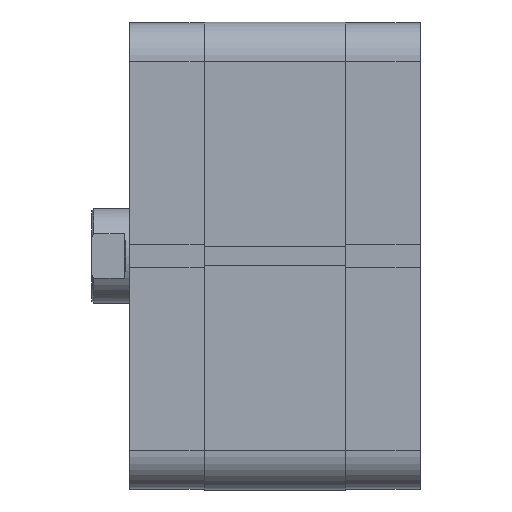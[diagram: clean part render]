
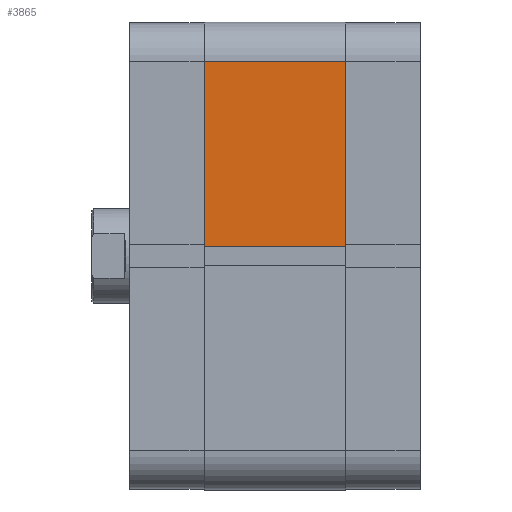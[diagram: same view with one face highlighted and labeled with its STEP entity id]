
A CAD part, front view. The second image highlights one B-rep face of the part: STEP entity #3865.
In plain terms, the highlighted face is planar.
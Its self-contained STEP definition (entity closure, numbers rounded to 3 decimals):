
#476 = EDGE_CURVE ( 'NONE', #1749, #1793, #4044, .T. ) ;
#480 = EDGE_CURVE ( 'NONE', #1793, #1643, #4039, .T. ) ;
#483 = EDGE_CURVE ( 'NONE', #1749, #1820, #4055, .T. ) ;
#484 = EDGE_CURVE ( 'NONE', #1820, #1643, #4059, .T. ) ;
#1014 = ORIENTED_EDGE ( 'NONE', *, *, #480, .T. ) ;
#1015 = ORIENTED_EDGE ( 'NONE', *, *, #476, .T. ) ;
#1016 = ORIENTED_EDGE ( 'NONE', *, *, #483, .F. ) ;
#1017 = ORIENTED_EDGE ( 'NONE', *, *, #484, .F. ) ;
#1643 = VERTEX_POINT ( 'NONE', #3664 ) ;
#1749 = VERTEX_POINT ( 'NONE', #4957 ) ;
#1793 = VERTEX_POINT ( 'NONE', #5001 ) ;
#1820 = VERTEX_POINT ( 'NONE', #5027 ) ;
#2183 = EDGE_LOOP ( 'NONE', ( #1017, #1016, #1015, #1014 ) ) ;
#3188 = CARTESIAN_POINT ( 'NONE',  ( 62., 51.5, -37.5 ) ) ;
#3189 = DIRECTION ( 'NONE',  ( 0., 1., 0. ) ) ;
#3190 = CARTESIAN_POINT ( 'NONE',  ( 62., 51.5, -37.5 ) ) ;
#3194 = CARTESIAN_POINT ( 'NONE',  ( 62., 2.6, -37.5 ) ) ;
#3198 = DIRECTION ( 'NONE',  ( 0., 0., 1. ) ) ;
#3204 = DIRECTION ( 'NONE',  ( 0., 0., 1. ) ) ;
#3205 = CARTESIAN_POINT ( 'NONE',  ( 62., 51.5, 0. ) ) ;
#3206 = DIRECTION ( 'NONE',  ( 0., 1., 0. ) ) ;
#3664 = CARTESIAN_POINT ( 'NONE',  ( 62., 51.5, 0. ) ) ;
#3865 = ADVANCED_FACE ( 'NONE', ( #4677 ), #5719, .T. ) ;
#4039 = LINE ( 'NONE', #3190, #4052 ) ;
#4044 = LINE ( 'NONE', #3188, #4045 ) ;
#4045 = VECTOR ( 'NONE', #3189, 1000. ) ;
#4052 = VECTOR ( 'NONE', #3198, 1000. ) ;
#4055 = LINE ( 'NONE', #3194, #4057 ) ;
#4057 = VECTOR ( 'NONE', #3204, 1000. ) ;
#4059 = LINE ( 'NONE', #3205, #4060 ) ;
#4060 = VECTOR ( 'NONE', #3206, 1000. ) ;
#4677 = FACE_OUTER_BOUND ( 'NONE', #2183, .T. ) ;
#4957 = CARTESIAN_POINT ( 'NONE',  ( 62., 2.6, -37.5 ) ) ;
#5001 = CARTESIAN_POINT ( 'NONE',  ( 62., 51.5, -37.5 ) ) ;
#5027 = CARTESIAN_POINT ( 'NONE',  ( 62., 2.6, 0. ) ) ;
#5718 = CARTESIAN_POINT ( 'NONE',  ( 62., 51.5, -37.5 ) ) ;
#5719 = PLANE ( 'NONE',  #6378 ) ;
#5721 = DIRECTION ( 'NONE',  ( 1., 0., 0. ) ) ;
#5722 = DIRECTION ( 'NONE',  ( 0., 1., 0. ) ) ;
#6378 = AXIS2_PLACEMENT_3D ( 'NONE', #5718, #5721, #5722 ) ;
